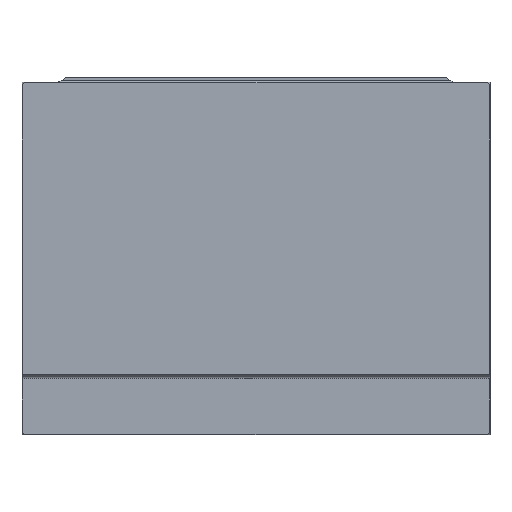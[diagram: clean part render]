
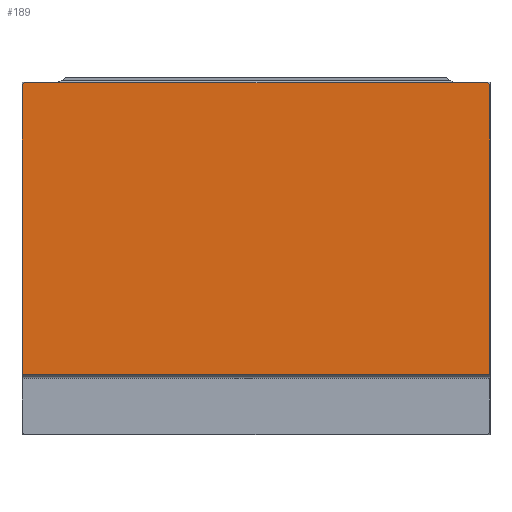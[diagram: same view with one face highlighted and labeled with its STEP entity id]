
A CAD part, top view. The second image highlights one B-rep face of the part: STEP entity #189.
In plain terms, the highlighted planar face has unit normal (0, 0, 1).
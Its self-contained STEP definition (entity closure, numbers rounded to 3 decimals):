
#30 = LINE ( 'NONE', #792, #1428 ) ;
#51 = PLANE ( 'NONE',  #627 ) ;
#105 = EDGE_CURVE ( 'NONE', #1848, #787, #483, .T. ) ;
#123 = ORIENTED_EDGE ( 'NONE', *, *, #105, .T. ) ;
#169 = CARTESIAN_POINT ( 'NONE',  ( 345.817, 442.317, 7.75 ) ) ;
#181 = VECTOR ( 'NONE', #323, 1000. ) ;
#189 = ADVANCED_FACE ( 'NONE', ( #1579 ), #51, .T. ) ;
#204 = VERTEX_POINT ( 'NONE', #1508 ) ;
#221 = DIRECTION ( 'NONE',  ( 1., 0., 0. ) ) ;
#312 = DIRECTION ( 'NONE',  ( -0.707, 0.707, 0. ) ) ;
#323 = DIRECTION ( 'NONE',  ( -0.707, -0.707, 0. ) ) ;
#354 = VECTOR ( 'NONE', #1427, 1000. ) ;
#365 = CARTESIAN_POINT ( 'NONE',  ( -350., 5., 7.75 ) ) ;
#483 = LINE ( 'NONE', #944, #354 ) ;
#542 = ORIENTED_EDGE ( 'NONE', *, *, #1322, .T. ) ;
#627 = AXIS2_PLACEMENT_3D ( 'NONE', #647, #639, #780 ) ;
#639 = DIRECTION ( 'NONE',  ( 0., 0., 1. ) ) ;
#647 = CARTESIAN_POINT ( 'NONE',  ( -350., 5., 7.75 ) ) ;
#648 = CARTESIAN_POINT ( 'NONE',  ( -346.134, 442., 7.75 ) ) ;
#767 = VERTEX_POINT ( 'NONE', #648 ) ;
#769 = CARTESIAN_POINT ( 'NONE',  ( -349.5, 438.634, 7.75 ) ) ;
#780 = DIRECTION ( 'NONE',  ( 0., -1., 0. ) ) ;
#787 = VERTEX_POINT ( 'NONE', #1722 ) ;
#791 = ORIENTED_EDGE ( 'NONE', *, *, #1783, .T. ) ;
#792 = CARTESIAN_POINT ( 'NONE',  ( 349.5, 438.5, 7.75 ) ) ;
#846 = LINE ( 'NONE', #1751, #979 ) ;
#894 = ORIENTED_EDGE ( 'NONE', *, *, #1562, .T. ) ;
#910 = CARTESIAN_POINT ( 'NONE',  ( 349.5, 438.634, 7.75 ) ) ;
#936 = EDGE_CURVE ( 'NONE', #1585, #767, #846, .T. ) ;
#944 = CARTESIAN_POINT ( 'NONE',  ( -349.5, 5., 7.75 ) ) ;
#979 = VECTOR ( 'NONE', #1131, 1000. ) ;
#1001 = EDGE_LOOP ( 'NONE', ( #1610, #123, #894, #542, #791, #1886 ) ) ;
#1037 = VECTOR ( 'NONE', #312, 1000. ) ;
#1077 = LINE ( 'NONE', #1699, #181 ) ;
#1098 = VERTEX_POINT ( 'NONE', #910 ) ;
#1127 = LINE ( 'NONE', #365, #1877 ) ;
#1131 = DIRECTION ( 'NONE',  ( -1., 0., 0. ) ) ;
#1322 = EDGE_CURVE ( 'NONE', #204, #1098, #30, .T. ) ;
#1427 = DIRECTION ( 'NONE',  ( 0., -1., 0. ) ) ;
#1428 = VECTOR ( 'NONE', #1847, 1000. ) ;
#1508 = CARTESIAN_POINT ( 'NONE',  ( 349.5, 5., 7.75 ) ) ;
#1562 = EDGE_CURVE ( 'NONE', #787, #204, #1127, .T. ) ;
#1579 = FACE_OUTER_BOUND ( 'NONE', #1001, .T. ) ;
#1585 = VERTEX_POINT ( 'NONE', #1903 ) ;
#1610 = ORIENTED_EDGE ( 'NONE', *, *, #1901, .T. ) ;
#1699 = CARTESIAN_POINT ( 'NONE',  ( -349.817, 438.317, 7.75 ) ) ;
#1722 = CARTESIAN_POINT ( 'NONE',  ( -349.5, 5., 7.75 ) ) ;
#1751 = CARTESIAN_POINT ( 'NONE',  ( -350., 442., 7.75 ) ) ;
#1783 = EDGE_CURVE ( 'NONE', #1098, #1585, #1876, .T. ) ;
#1847 = DIRECTION ( 'NONE',  ( 0., 1., 0. ) ) ;
#1848 = VERTEX_POINT ( 'NONE', #769 ) ;
#1876 = LINE ( 'NONE', #169, #1037 ) ;
#1877 = VECTOR ( 'NONE', #221, 1000. ) ;
#1886 = ORIENTED_EDGE ( 'NONE', *, *, #936, .T. ) ;
#1901 = EDGE_CURVE ( 'NONE', #767, #1848, #1077, .T. ) ;
#1903 = CARTESIAN_POINT ( 'NONE',  ( 346.134, 442., 7.75 ) ) ;
